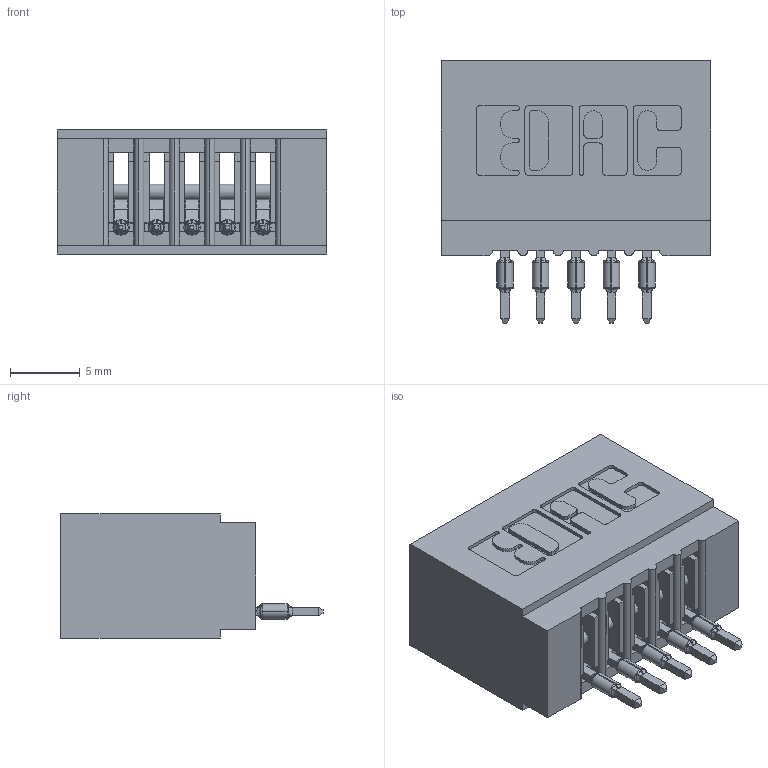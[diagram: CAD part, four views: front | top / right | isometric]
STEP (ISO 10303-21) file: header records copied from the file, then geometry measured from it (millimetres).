
FILE_DESCRIPTION (( 'STEP AP203' ), '1' );
FILE_NAME ('725-005-525-101.STEP', '2026-03-05T20:22:30', ( '' ), ( '' ), 'SwSTEP 2.0', 'SolidWorks 2023', '' );
FILE_SCHEMA (( 'CONFIG_CONTROL_DESIGN' ));
Length unit declared in the file: millimetre
Products named in the file (3): 725 Part_Insulator Option - 01; 745-292-001_525; 725-005-525-101
Assembly tree (6 placements, depth 2):
  725-005-525-101
    725 Part_Insulator Option - 01
    745-292-001_525  x5
Bounding box: 19.3 x 18.8 x 8.89 mm (x, y, z)
Volume: 1666.9 mm3; surface area: 2528.6 mm2
Topology: 6 solids, 6 shells, 655 faces, 1794 edges, 1138 vertices
Faces by surface type: plane 390, cylinder 135, bspline 100, torus 30
Entity records: 13273 total; most frequent: CARTESIAN_POINT 2838, ORIENTED_EDGE 2204, DIRECTION 1950, EDGE_CURVE 1102, VECTOR 890, LINE 890, VERTEX_POINT 706, AXIS2_PLACEMENT_3D 530
